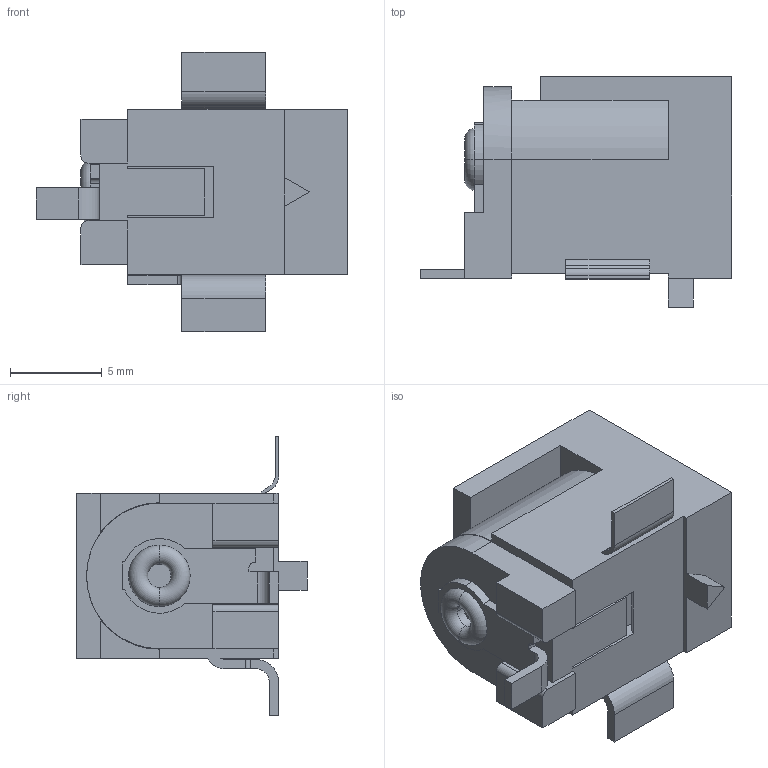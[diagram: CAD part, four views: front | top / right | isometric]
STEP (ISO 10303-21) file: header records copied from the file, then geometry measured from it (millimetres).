
FILE_DESCRIPTION(('FreeCAD Model'),'2;1');
FILE_NAME('RASM722PX-fixed.STEP','2020-01-07T22:01:15',('Author'),(''), 'Open CASCADE STEP processor 7.3','FreeCAD','Unknown');
FILE_SCHEMA(('AUTOMOTIVE_DESIGN { 1 0 10303 214 1 1 1 1 }'));
Length unit declared in the file: inch
Products named in the file (1): rasm722px
Bounding box: 16.97 x 12.55 x 15.25 mm (x, y, z)
Volume: 993.3 mm3; surface area: 1251.1 mm2
Topology: 1 solids, 1 shells, 128 faces, 349 edges, 230 vertices
Faces by surface type: plane 89, cylinder 31, torus 4, cone 2, bspline 2
Entity records: 9541 total; most frequent: CARTESIAN_POINT 2668, DIRECTION 1251, LINE 830, VECTOR 830, ORIENTED_EDGE 698, PCURVE 698, DEFINITIONAL_REPRESENTATION 698, EDGE_CURVE 349
